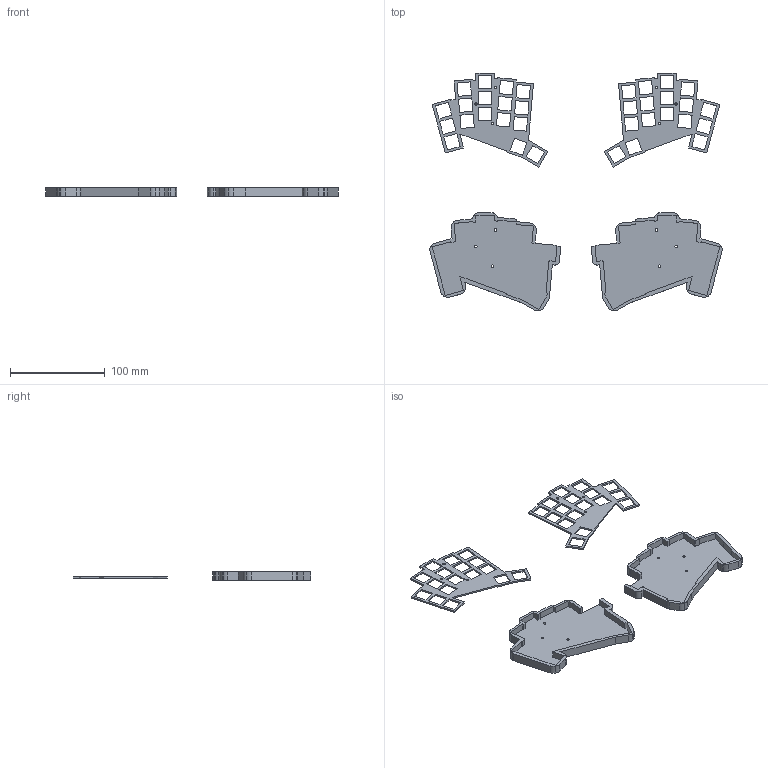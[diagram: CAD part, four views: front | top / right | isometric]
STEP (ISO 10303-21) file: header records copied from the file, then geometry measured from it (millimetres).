
FILE_DESCRIPTION(/* description */ (''),/* implementation_level */ '2;1');
FILE_NAME(/* name */ 'Architeuthis Dux v2.step',/* time_stamp */ '2021-09-03T16:58:13-07:00',/* author */ (''),/* organization */ (''),/* preprocessor_version */ 'ST-DEVELOPER v18.1',/* originating_system */ 'Autodesk Translation Framework v10.10.0.1391',/* authorisation */ '');
FILE_SCHEMA (('AUTOMOTIVE_DESIGN { 1 0 10303 214 3 1 1 }'));
Length unit declared in the file: millimetre
Products named in the file (1): Architeuthis Dux
Bounding box: 307.83 x 250.56 x 9 mm (x, y, z)
Volume: 68485.6 mm3; surface area: 70644.9 mm2
Topology: 4 solids, 4 shells, 398 faces, 1166 edges, 776 vertices
Faces by surface type: plane 322, cylinder 76
Full cylindrical faces by diameter (mm): 2.5 x12
Entity records: 13284 total; most frequent: CARTESIAN_POINT 2341, ORIENTED_EDGE 2332, DIRECTION 2116, EDGE_CURVE 1166, LINE 1014, VECTOR 1014, VERTEX_POINT 776, AXIS2_PLACEMENT_3D 551
